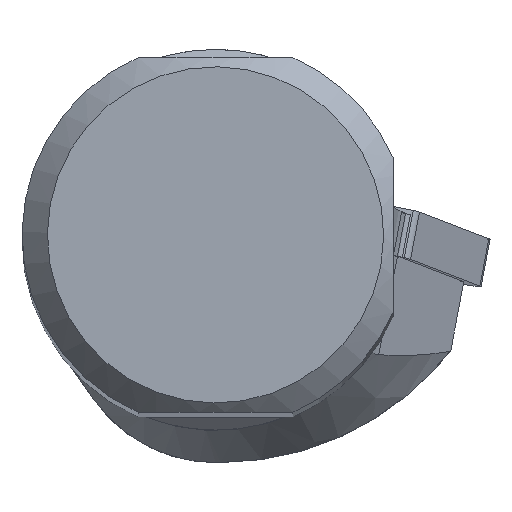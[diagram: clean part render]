
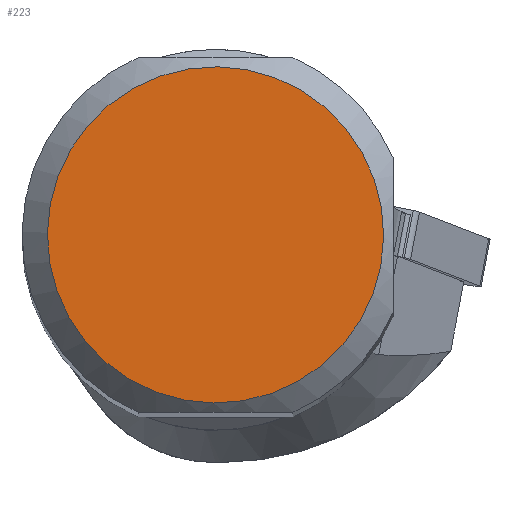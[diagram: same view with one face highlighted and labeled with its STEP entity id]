
A CAD part, top view. The second image highlights one B-rep face of the part: STEP entity #223.
In plain terms, the highlighted planar face has unit normal (0, 0, 1).
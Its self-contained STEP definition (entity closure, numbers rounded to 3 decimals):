
#164=FACE_OUTER_BOUND('',#484,.T.);
#223=ADVANCED_FACE('CU_SU_BP3',(#164),#271,.F.);
#271=PLANE('',#1292);
#484=EDGE_LOOP('',(#670));
#670=ORIENTED_EDGE('',*,*,#1035,.T.);
#912=VERTEX_POINT('',#2036);
#1035=EDGE_CURVE('',#912,#912,#1120,.T.);
#1120=CIRCLE('',#1285,16.539);
#1285=AXIS2_PLACEMENT_3D('',#2035,#1519,#1520);
#1292=AXIS2_PLACEMENT_3D('',#2069,#1535,#1536);
#1519=DIRECTION('',(0.,0.,1.));
#1520=DIRECTION('',(-0.983,0.185,0.));
#1535=DIRECTION('',(0.,0.,-1.));
#1536=DIRECTION('',(-0.983,0.185,0.));
#2035=CARTESIAN_POINT('',(0.,0.,
0.));
#2036=CARTESIAN_POINT('',(-16.253,3.065,0.));
#2069=CARTESIAN_POINT('',(-19.039,0.,0.));
